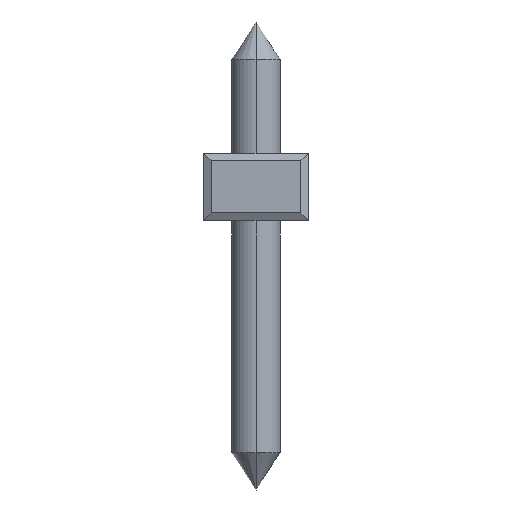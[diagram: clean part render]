
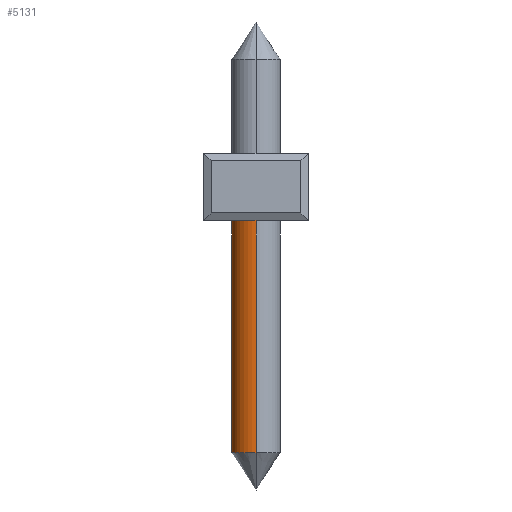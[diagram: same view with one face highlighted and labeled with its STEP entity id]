
A CAD part, front view. The second image highlights one B-rep face of the part: STEP entity #5131.
In plain terms, the highlighted cylindrical face has radius 0.65 mm (diameter 1.3 mm), a partial arc.
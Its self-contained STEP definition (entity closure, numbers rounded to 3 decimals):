
#1413=CARTESIAN_POINT('',(1.4,-42.5,0.2));
#1414=DIRECTION('',(0.,0.,1.));
#1415=DIRECTION('',(0.,1.,0.));
#1416=AXIS2_PLACEMENT_3D('',#1413,#1414,#1415);
#1423=CARTESIAN_POINT('',(1.4,-42.5,-6.2));
#1424=DIRECTION('',(0.,0.,1.));
#1425=DIRECTION('',(0.,1.,0.));
#1426=AXIS2_PLACEMENT_3D('',#1423,#1424,#1425);
#1428=DIRECTION('',(0.,0.,1.));
#1429=VECTOR('',#1428,6.4);
#1430=CARTESIAN_POINT('',(1.4,-41.85,-6.2));
#1431=LINE('',#1430,#1429);
#1437=DIRECTION('',(0.,0.,1.));
#1438=VECTOR('',#1437,6.4);
#1439=CARTESIAN_POINT('',(1.4,-43.15,-6.2));
#1440=LINE('',#1439,#1438);
#3434=CARTESIAN_POINT('',(1.4,-41.85,-6.2));
#3436=VERTEX_POINT('',#3434);
#3441=CARTESIAN_POINT('',(1.4,-43.15,-6.2));
#3442=VERTEX_POINT('',#3441);
#3445=CARTESIAN_POINT('',(1.4,-41.85,0.2));
#3446=CARTESIAN_POINT('',(1.4,-43.15,0.2));
#3447=VERTEX_POINT('',#3445);
#3448=VERTEX_POINT('',#3446);
#5117=CARTESIAN_POINT('',(1.4,-42.5,-7.825));
#5118=DIRECTION('',(0.,0.,1.));
#5119=DIRECTION('',(0.,1.,0.));
#5120=AXIS2_PLACEMENT_3D('',#5117,#5118,#5119);
#5121=CYLINDRICAL_SURFACE('',#5120,0.65);
#5122=ORIENTED_EDGE('',*,*,#5098,.T.);
#5124=ORIENTED_EDGE('',*,*,#5123,.F.);
#5126=ORIENTED_EDGE('',*,*,#5125,.F.);
#5128=ORIENTED_EDGE('',*,*,#5127,.T.);
#5129=EDGE_LOOP('',(#5122,#5124,#5126,#5128));
#5130=FACE_OUTER_BOUND('',#5129,.F.);
#5131=ADVANCED_FACE('',(#5130),#5121,.T.);
#1417=CIRCLE('',#1416,0.65);
#1427=CIRCLE('',#1426,0.65);
#5098=EDGE_CURVE('',#3447,#3448,#1417,.T.);
#5123=EDGE_CURVE('',#3442,#3448,#1440,.T.);
#5125=EDGE_CURVE('',#3436,#3442,#1427,.T.);
#5127=EDGE_CURVE('',#3436,#3447,#1431,.T.);
